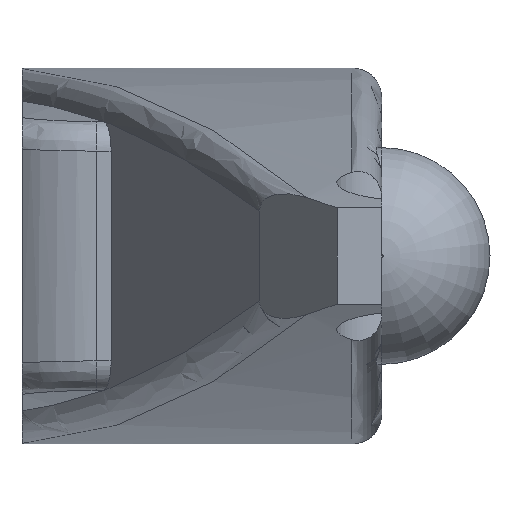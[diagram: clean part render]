
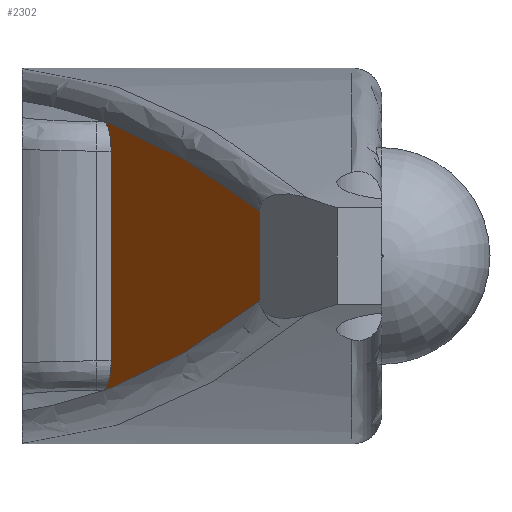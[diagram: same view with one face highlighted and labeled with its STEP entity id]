
A CAD part, left-side view. The second image highlights one B-rep face of the part: STEP entity #2302.
In plain terms, the highlighted planar face has unit normal (-0.27, 0.963, 0).
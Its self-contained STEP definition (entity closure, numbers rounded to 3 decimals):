
#41 = CARTESIAN_POINT ( 'NONE',  ( -21.99, 9.11, 9.401 ) ) ;
#43 = CARTESIAN_POINT ( 'NONE',  ( -39.793, 4.11, 12.327 ) ) ;
#55 = ORIENTED_EDGE ( 'NONE', *, *, #72, .F. ) ;
#61 = EDGE_CURVE ( 'NONE', #1240, #2139, #602, .T. ) ;
#72 = EDGE_CURVE ( 'NONE', #520, #2278, #2377, .T. ) ;
#103 = EDGE_CURVE ( 'NONE', #211, #2278, #1517, .T. ) ;
#109 = CARTESIAN_POINT ( 'NONE',  ( -21.99, 9.11, 18.272 ) ) ;
#121 = CARTESIAN_POINT ( 'NONE',  ( -21.09, 9.363, 18.366 ) ) ;
#146 = ORIENTED_EDGE ( 'NONE', *, *, #895, .T. ) ;
#151 = CARTESIAN_POINT ( 'NONE',  ( -21.09, 9.363, 18.366 ) ) ;
#199 = VERTEX_POINT ( 'NONE', #366 ) ;
#211 = VERTEX_POINT ( 'NONE', #2428 ) ;
#220 = CARTESIAN_POINT ( 'NONE',  ( -21.628, 9.212, 18.312 ) ) ;
#285 = LINE ( 'NONE', #1017, #834 ) ;
#297 = CARTESIAN_POINT ( 'NONE',  ( -39.793, 4.11, 7.507 ) ) ;
#366 = CARTESIAN_POINT ( 'NONE',  ( -21.99, 9.11, 17.371 ) ) ;
#449 = DIRECTION ( 'NONE',  ( -0.27, 0.963, 0. ) ) ;
#460 = CARTESIAN_POINT ( 'NONE',  ( -21.99, 9.11, 18.272 ) ) ;
#499 = PLANE ( 'NONE',  #1658 ) ;
#501 =( BOUNDED_CURVE ( )  B_SPLINE_CURVE ( 3, ( #1324, #1498, #1509, #43 ),
 .UNSPECIFIED., .F., .T. ) 
 B_SPLINE_CURVE_WITH_KNOTS ( ( 4, 4 ),
 ( 4.819, 4.932 ),
 .UNSPECIFIED. ) 
 CURVE ( )  GEOMETRIC_REPRESENTATION_ITEM ( )  RATIONAL_B_SPLINE_CURVE ( ( 1., 0.999, 0.999, 1. ) ) 
 REPRESENTATION_ITEM ( '' )  );
#520 = VERTEX_POINT ( 'NONE', #151 ) ;
#581 = CARTESIAN_POINT ( 'NONE',  ( -39.793, 4.11, 12.327 ) ) ;
#588 = ORIENTED_EDGE ( 'NONE', *, *, #61, .F. ) ;
#591 = CARTESIAN_POINT ( 'NONE',  ( -21.385, 9.28, 9.338 ) ) ;
#602 = B_SPLINE_CURVE_WITH_KNOTS ( 'NONE', 3,
 ( #41, #1396, #591, #616 ),
 .UNSPECIFIED., .F., .F.,
 ( 4, 4 ),
 ( 0., 0.111 ),
 .UNSPECIFIED. ) ;
#616 = CARTESIAN_POINT ( 'NONE',  ( -21.09, 9.363, 9.308 ) ) ;
#646 = EDGE_CURVE ( 'NONE', #1613, #2139, #2280, .T. ) ;
#653 = DIRECTION ( 'NONE',  ( 0., 0., 1. ) ) ;
#676 = CARTESIAN_POINT ( 'NONE',  ( -3.98, 14.169, 7.507 ) ) ;
#764 = CARTESIAN_POINT ( 'NONE',  ( -21.99, 9.11, 9.763 ) ) ;
#783 = ORIENTED_EDGE ( 'NONE', *, *, #2328, .T. ) ;
#834 = VECTOR ( 'NONE', #987, 1000. ) ;
#895 = EDGE_CURVE ( 'NONE', #199, #1613, #285, .T. ) ;
#972 = CARTESIAN_POINT ( 'NONE',  ( -21.99, 9.11, 17.911 ) ) ;
#987 = DIRECTION ( 'NONE',  ( 0., 0., -1. ) ) ;
#1015 = EDGE_CURVE ( 'NONE', #1240, #1138, #501, .T. ) ;
#1017 = CARTESIAN_POINT ( 'NONE',  ( -21.99, 9.11, 0. ) ) ;
#1053 = VECTOR ( 'NONE', #653, 1000. ) ;
#1138 = VERTEX_POINT ( 'NONE', #581 ) ;
#1156 = CARTESIAN_POINT ( 'NONE',  ( -21.628, 9.212, 9.362 ) ) ;
#1162 = CARTESIAN_POINT ( 'NONE',  ( -21.09, 9.363, 18.366 ) ) ;
#1226 = CARTESIAN_POINT ( 'NONE',  ( -21.685, 9.196, 18.305 ) ) ;
#1240 = VERTEX_POINT ( 'NONE', #1847 ) ;
#1242 = LINE ( 'NONE', #297, #1053 ) ;
#1324 = CARTESIAN_POINT ( 'NONE',  ( -21.99, 9.11, 9.401 ) ) ;
#1328 = ORIENTED_EDGE ( 'NONE', *, *, #646, .T. ) ;
#1396 = CARTESIAN_POINT ( 'NONE',  ( -21.685, 9.196, 9.369 ) ) ;
#1437 = DIRECTION ( 'NONE',  ( -0.963, -0.27, 0. ) ) ;
#1446 = CARTESIAN_POINT ( 'NONE',  ( -39.793, 4.11, 15.347 ) ) ;
#1470 = ORIENTED_EDGE ( 'NONE', *, *, #1015, .T. ) ;
#1484 = EDGE_LOOP ( 'NONE', ( #1928, #55, #2183, #146, #1328, #588, #1470, #783 ) ) ;
#1498 = CARTESIAN_POINT ( 'NONE',  ( -27.977, 7.429, 10.039 ) ) ;
#1509 = CARTESIAN_POINT ( 'NONE',  ( -33.918, 5.76, 11.015 ) ) ;
#1517 =( BOUNDED_CURVE ( )  B_SPLINE_CURVE ( 3, ( #1446, #2213, #2008, #109 ),
 .UNSPECIFIED., .F., .T. ) 
 B_SPLINE_CURVE_WITH_KNOTS ( ( 4, 4 ),
 ( 1.351, 1.465 ),
 .UNSPECIFIED. ) 
 CURVE ( )  GEOMETRIC_REPRESENTATION_ITEM ( )  RATIONAL_B_SPLINE_CURVE ( ( 1., 0.999, 0.999, 1. ) ) 
 REPRESENTATION_ITEM ( '' )  );
#1610 = FACE_OUTER_BOUND ( 'NONE', #1484, .T. ) ;
#1613 = VERTEX_POINT ( 'NONE', #1621 ) ;
#1621 = CARTESIAN_POINT ( 'NONE',  ( -21.99, 9.11, 10.303 ) ) ;
#1658 = AXIS2_PLACEMENT_3D ( 'NONE', #676, #449, #1437 ) ;
#1722 = CARTESIAN_POINT ( 'NONE',  ( -21.09, 9.363, 9.308 ) ) ;
#1741 = CARTESIAN_POINT ( 'NONE',  ( -21.99, 9.11, 17.371 ) ) ;
#1793 = CARTESIAN_POINT ( 'NONE',  ( -21.385, 9.28, 18.336 ) ) ;
#1847 = CARTESIAN_POINT ( 'NONE',  ( -21.99, 9.11, 9.401 ) ) ;
#1899 = EDGE_CURVE ( 'NONE', #520, #199, #2124, .T. ) ;
#1928 = ORIENTED_EDGE ( 'NONE', *, *, #103, .T. ) ;
#1943 = CARTESIAN_POINT ( 'NONE',  ( -21.99, 9.11, 18.272 ) ) ;
#2008 = CARTESIAN_POINT ( 'NONE',  ( -27.977, 7.429, 17.635 ) ) ;
#2100 = CARTESIAN_POINT ( 'NONE',  ( -21.99, 9.11, 10.303 ) ) ;
#2124 =( BOUNDED_CURVE ( )  B_SPLINE_CURVE ( 3, ( #1162, #220, #972, #1741 ),
 .UNSPECIFIED., .F., .T. ) 
 B_SPLINE_CURVE_WITH_KNOTS ( ( 4, 4 ),
 ( 1.671, 3.142 ),
 .UNSPECIFIED. ) 
 CURVE ( )  GEOMETRIC_REPRESENTATION_ITEM ( )  RATIONAL_B_SPLINE_CURVE ( ( 1., 0.828, 0.828, 1. ) ) 
 REPRESENTATION_ITEM ( '' )  );
#2139 = VERTEX_POINT ( 'NONE', #2245 ) ;
#2183 = ORIENTED_EDGE ( 'NONE', *, *, #1899, .T. ) ;
#2213 = CARTESIAN_POINT ( 'NONE',  ( -33.918, 5.76, 16.658 ) ) ;
#2245 = CARTESIAN_POINT ( 'NONE',  ( -21.09, 9.363, 9.308 ) ) ;
#2278 = VERTEX_POINT ( 'NONE', #1943 ) ;
#2280 =( BOUNDED_CURVE ( )  B_SPLINE_CURVE ( 3, ( #2100, #764, #1156, #1722 ),
 .UNSPECIFIED., .F., .T. ) 
 B_SPLINE_CURVE_WITH_KNOTS ( ( 4, 4 ),
 ( 3.142, 4.612 ),
 .UNSPECIFIED. ) 
 CURVE ( )  GEOMETRIC_REPRESENTATION_ITEM ( )  RATIONAL_B_SPLINE_CURVE ( ( 1., 0.828, 0.828, 1. ) ) 
 REPRESENTATION_ITEM ( '' )  );
#2302 = ADVANCED_FACE ( 'NONE', ( #1610 ), #499, .T. ) ;
#2328 = EDGE_CURVE ( 'NONE', #1138, #211, #1242, .T. ) ;
#2377 = B_SPLINE_CURVE_WITH_KNOTS ( 'NONE', 3,
 ( #121, #1793, #1226, #460 ),
 .UNSPECIFIED., .F., .F.,
 ( 4, 4 ),
 ( 0.889, 1. ),
 .UNSPECIFIED. ) ;
#2428 = CARTESIAN_POINT ( 'NONE',  ( -39.793, 4.11, 15.347 ) ) ;
